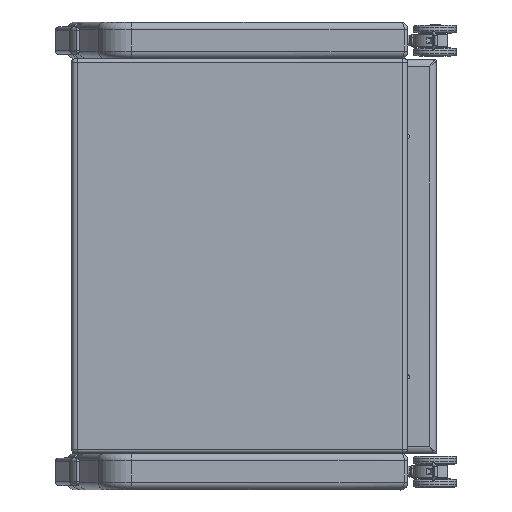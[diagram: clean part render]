
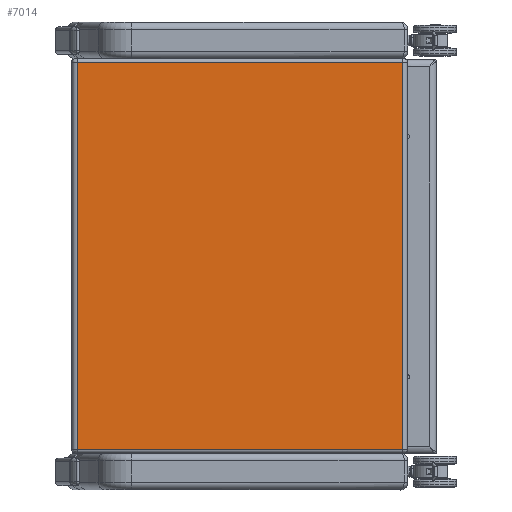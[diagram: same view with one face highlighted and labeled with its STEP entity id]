
A CAD part, left-side view. The second image highlights one B-rep face of the part: STEP entity #7014.
In plain terms, the highlighted face is planar.
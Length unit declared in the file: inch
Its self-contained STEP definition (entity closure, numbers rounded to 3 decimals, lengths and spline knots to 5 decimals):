
#524=PLANE('',#7807);
#724=LINE('',#12288,#1155);
#729=LINE('',#12301,#1160);
#730=LINE('',#12305,#1161);
#731=LINE('',#12306,#1162);
#1155=VECTOR('',#9066,0.3937);
#1160=VECTOR('',#9079,0.3937);
#1161=VECTOR('',#9084,26.5);
#1162=VECTOR('',#9085,0.3937);
#1792=FACE_OUTER_BOUND('',#2271,.T.);
#2271=EDGE_LOOP('',(#5316,#5317,#5318,#5319));
#3291=VERTEX_POINT('',#12206);
#3308=VERTEX_POINT('',#12271);
#3312=VERTEX_POINT('',#12300);
#3313=VERTEX_POINT('',#12304);
#4041=EDGE_CURVE('',#3291,#3308,#724,.T.);
#4047=EDGE_CURVE('',#3308,#3312,#729,.T.);
#4049=EDGE_CURVE('',#3313,#3291,#730,.T.);
#4050=EDGE_CURVE('',#3312,#3313,#731,.T.);
#5316=ORIENTED_EDGE('',*,*,#4041,.F.);
#5317=ORIENTED_EDGE('',*,*,#4049,.F.);
#5318=ORIENTED_EDGE('',*,*,#4050,.F.);
#5319=ORIENTED_EDGE('',*,*,#4047,.F.);
#7014=ADVANCED_FACE('',(#1792),#524,.T.);
#7807=AXIS2_PLACEMENT_3D('',#12303,#9082,#9083);
#9066=DIRECTION('',(1.,0.,0.));
#9079=DIRECTION('',(0.,0.,-1.));
#9082=DIRECTION('center_axis',(0.,-1.,0.));
#9083=DIRECTION('ref_axis',(0.,0.,-1.));
#9084=DIRECTION('',(0.,0.,1.));
#9085=DIRECTION('',(-1.,0.,0.));
#12206=CARTESIAN_POINT('',(20.0282,18.44801,52.75));
#12271=CARTESIAN_POINT('',(42.2782,18.44801,52.75));
#12288=CARTESIAN_POINT('',(35.3303,18.44801,52.75));
#12300=CARTESIAN_POINT('',(42.2782,18.44801,26.25));
#12301=CARTESIAN_POINT('',(42.2782,18.44801,30.));
#12303=CARTESIAN_POINT('Origin',(40.7782,18.44801,30.));
#12304=CARTESIAN_POINT('',(20.0282,18.44801,26.25));
#12305=CARTESIAN_POINT('',(20.0282,18.44801,30.25));
#12306=CARTESIAN_POINT('',(35.46724,18.44801,26.25));
